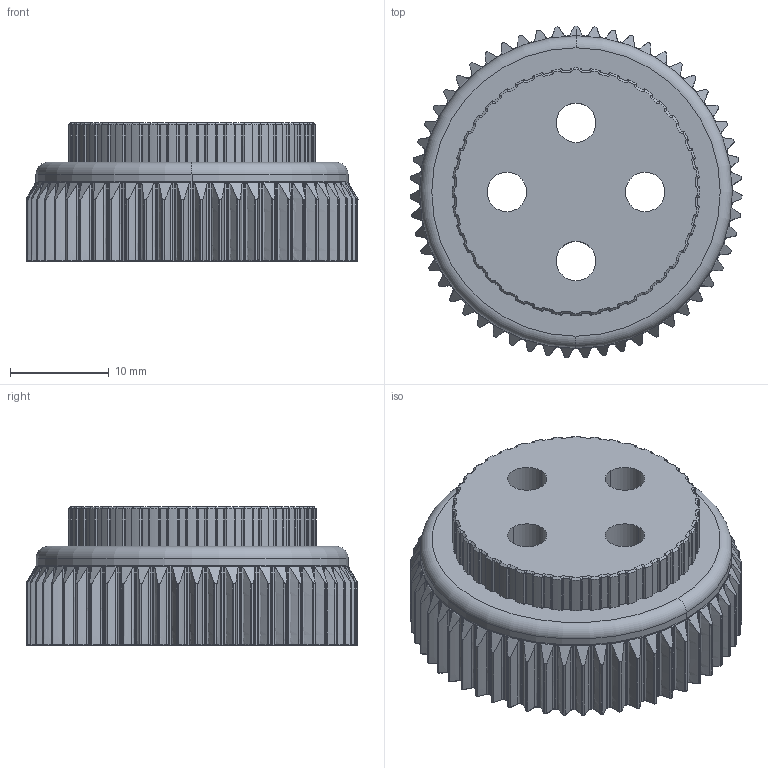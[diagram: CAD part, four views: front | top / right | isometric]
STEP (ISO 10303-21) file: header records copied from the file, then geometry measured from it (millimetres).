
FILE_DESCRIPTION((''),'2;1');
FILE_NAME('FLX_S_60','2025-06-21T14:24:20',('admin'),(''),'CREO PARAMETRIC BY PTC INC, 2019010','CREO PARAMETRIC BY PTC INC, 2019010','');
FILE_SCHEMA(('CONFIG_CONTROL_DESIGN'));
Length unit declared in the file: millimetre
Products named in the file (1): FLX_S_60
Bounding box: 33.62 x 33.6 x 14 mm (x, y, z)
Volume: 4009.7 mm3; surface area: 4534.3 mm2
Topology: 1 solids, 1 shells, 1203 faces, 3126 edges, 1928 vertices
Faces by surface type: cylinder 309, plane 225, extrusion 220, bspline 220, cone 219, torus 10
Entity records: 53169 total; most frequent: CARTESIAN_POINT 26004, ORIENTED_EDGE 6252, DIRECTION 4589, EDGE_CURVE 3126, VERTEX_POINT 1928, AXIS2_PLACEMENT_3D 1545, VECTOR 1499, B_SPLINE_CURVE_WITH_KNOTS 1285
